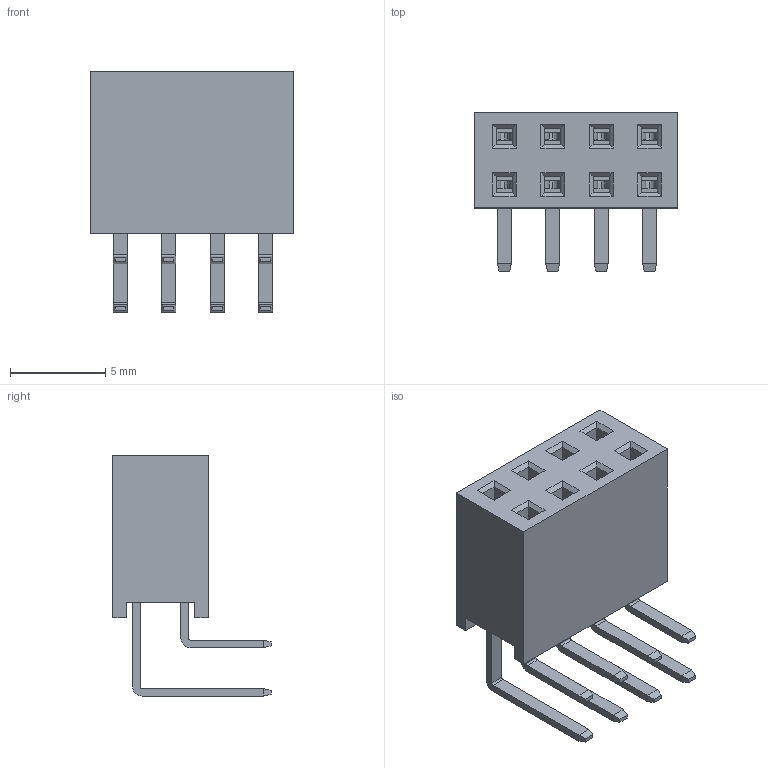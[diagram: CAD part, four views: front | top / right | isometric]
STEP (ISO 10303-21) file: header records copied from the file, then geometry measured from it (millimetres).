
FILE_DESCRIPTION(/* description */ ('Unknown'),/* implementation_level */ '2;1');
FILE_NAME(/* name */ '613008243121',/* time_stamp */ '2016-01-05T14:38:06+01:00',/* author */ ('Unknown'),/* organization */ ('Unknown'),/* preprocessor_version */ 'ST-DEVELOPER v16',/* originating_system */ 'DEX',/* authorisation */ $);
FILE_SCHEMA (('AUTOMOTIVE_DESIGN { 1 0 10303 214 3 1 1 }','AUTOMOTIVE_DESIGN {1 0 10303 214 3 1 1}'));
Length unit declared in the file: millimetre
Products named in the file (4): 6130xx243121; 613008243121; 6130xx243121_PIN; 6130xx243121_PIN_G
Assembly tree (9 placements, depth 2):
  6130xx243121
    613008243121
    6130xx243121_PIN  x4
    6130xx243121_PIN_G  x4
Bounding box: 10.66 x 8.3 x 12.6 mm (x, y, z)
Volume: 399.7 mm3; surface area: 1063.4 mm2
Topology: 9 solids, 9 shells, 386 faces, 1040 edges, 672 vertices
Faces by surface type: plane 338, cylinder 32, bspline 16
Entity records: 6360 total; most frequent: CARTESIAN_POINT 1184, ORIENTED_EDGE 1084, DIRECTION 962, EDGE_CURVE 542, LINE 518, VECTOR 518, VERTEX_POINT 348, AXIS2_PLACEMENT_3D 222
